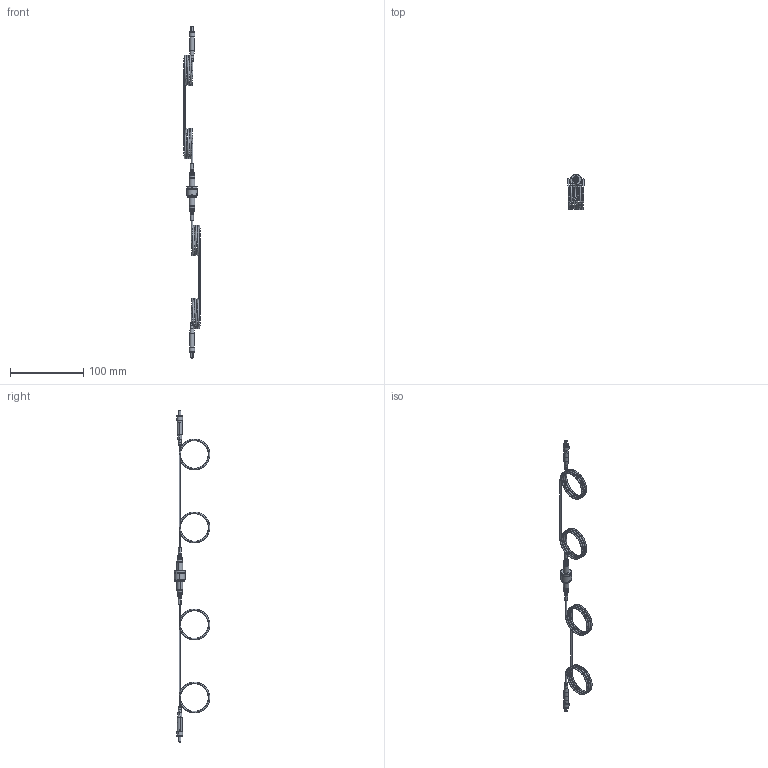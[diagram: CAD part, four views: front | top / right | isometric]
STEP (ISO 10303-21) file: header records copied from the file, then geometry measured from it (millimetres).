
FILE_DESCRIPTION (( 'STEP AP214' ), '1' );
FILE_NAME ('TTN020010-E0W.STEP', '2013-12-13T13:51:20', ( 'Admin' ), ( '' ), 'SwSTEP 2.0', 'SolidWorks 2012', '' );
FILE_SCHEMA (( 'AUTOMOTIVE_DESIGN' ));
Length unit declared in the file: inch
Products named in the file (1): TTN020010-E0W
Bounding box: 23 x 48.43 x 454.46 mm (x, y, z)
Volume: 11453.7 mm3; surface area: 22770.8 mm2
Topology: 51 solids, 51 shells, 1188 faces, 2997 edges, 1926 vertices
Faces by surface type: cylinder 452, bspline 303, plane 291, cone 126, torus 12, sphere 4
Entity records: 68802 total; most frequent: CARTESIAN_POINT 26432, ORIENTED_EDGE 5846, DIRECTION 4989, EDGE_CURVE 2923, AXIS2_PLACEMENT_3D 2136, VERTEX_POINT 1926, EDGE_LOOP 1347, CIRCLE 1250
